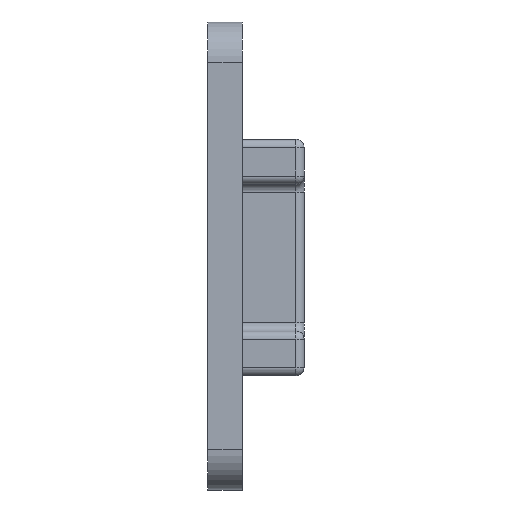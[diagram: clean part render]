
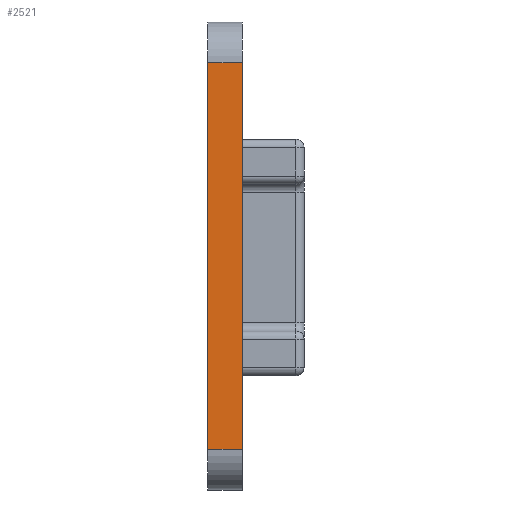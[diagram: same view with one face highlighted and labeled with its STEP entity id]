
A CAD part, front view. The second image highlights one B-rep face of the part: STEP entity #2521.
In plain terms, the highlighted planar face has unit normal (0, -1, 0).
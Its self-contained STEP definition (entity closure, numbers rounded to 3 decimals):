
#1386 = LINE ( 'NONE', #6681, #7353 ) ;
#1687 = EDGE_CURVE ( 'NONE', #20630, #6136, #11882, .T. ) ;
#2229 = CARTESIAN_POINT ( 'NONE',  ( -1.05, -18.65, 14.35 ) ) ;
#2306 = VECTOR ( 'NONE', #18813, 1000. ) ;
#2521 = ADVANCED_FACE ( 'NONE', ( #9618 ), #10997, .F. ) ;
#3039 = CARTESIAN_POINT ( 'NONE',  ( -1.05, -18.65, -11.85 ) ) ;
#3808 = ORIENTED_EDGE ( 'NONE', *, *, #6334, .T. ) ;
#3863 = ORIENTED_EDGE ( 'NONE', *, *, #23366, .F. ) ;
#4076 = DIRECTION ( 'NONE',  ( 0., 0., -1. ) ) ;
#4239 = CARTESIAN_POINT ( 'NONE',  ( 1.05, -18.65, 11.85 ) ) ;
#4738 = VERTEX_POINT ( 'NONE', #14235 ) ;
#5683 = CARTESIAN_POINT ( 'NONE',  ( 1.05, -18.65, -11.85 ) ) ;
#6136 = VERTEX_POINT ( 'NONE', #23297 ) ;
#6334 = EDGE_CURVE ( 'NONE', #4738, #14526, #8290, .T. ) ;
#6681 = CARTESIAN_POINT ( 'NONE',  ( 1.05, -18.65, 14.35 ) ) ;
#6764 = DIRECTION ( 'NONE',  ( 0., 0., -1. ) ) ;
#6786 = VECTOR ( 'NONE', #4076, 1000. ) ;
#7353 = VECTOR ( 'NONE', #6764, 1000. ) ;
#7433 = DIRECTION ( 'NONE',  ( 0., 0., 1. ) ) ;
#7663 = CARTESIAN_POINT ( 'NONE',  ( 1.05, -18.65, 14.35 ) ) ;
#8290 = LINE ( 'NONE', #4239, #2306 ) ;
#9494 = DIRECTION ( 'NONE',  ( 0., 1., 0. ) ) ;
#9618 = FACE_OUTER_BOUND ( 'NONE', #17884, .T. ) ;
#9735 = ORIENTED_EDGE ( 'NONE', *, *, #1687, .T. ) ;
#10997 = PLANE ( 'NONE',  #21518 ) ;
#11426 = CARTESIAN_POINT ( 'NONE',  ( -1.05, -18.65, 11.85 ) ) ;
#11882 = LINE ( 'NONE', #5683, #18371 ) ;
#12002 = ORIENTED_EDGE ( 'NONE', *, *, #15398, .T. ) ;
#14235 = CARTESIAN_POINT ( 'NONE',  ( 1.05, -18.65, 11.85 ) ) ;
#14526 = VERTEX_POINT ( 'NONE', #11426 ) ;
#15398 = EDGE_CURVE ( 'NONE', #14526, #20630, #15776, .T. ) ;
#15776 = LINE ( 'NONE', #2229, #6786 ) ;
#17884 = EDGE_LOOP ( 'NONE', ( #12002, #9735, #3863, #3808 ) ) ;
#18371 = VECTOR ( 'NONE', #20141, 1000. ) ;
#18813 = DIRECTION ( 'NONE',  ( -1., 0., 0. ) ) ;
#20141 = DIRECTION ( 'NONE',  ( 1., 0., 0. ) ) ;
#20630 = VERTEX_POINT ( 'NONE', #3039 ) ;
#21518 = AXIS2_PLACEMENT_3D ( 'NONE', #7663, #9494, #7433 ) ;
#23297 = CARTESIAN_POINT ( 'NONE',  ( 1.05, -18.65, -11.85 ) ) ;
#23366 = EDGE_CURVE ( 'NONE', #4738, #6136, #1386, .T. ) ;
